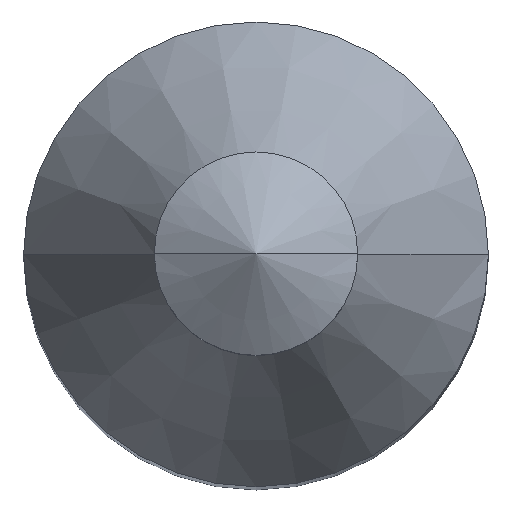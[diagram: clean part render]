
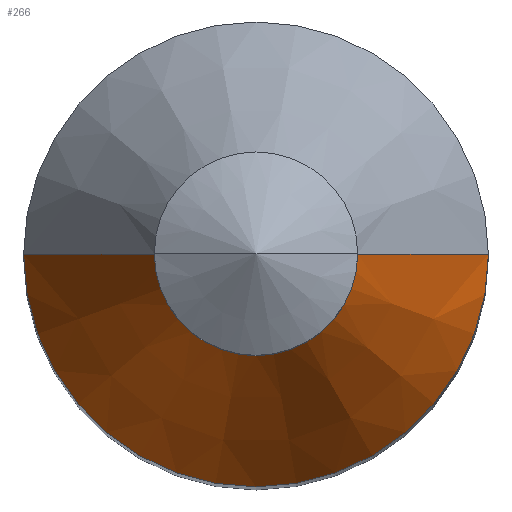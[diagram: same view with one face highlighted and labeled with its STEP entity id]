
A CAD part, top view. The second image highlights one B-rep face of the part: STEP entity #266.
In plain terms, the highlighted conical face has half-angle 30 degrees and reference radius 2.779 mm.
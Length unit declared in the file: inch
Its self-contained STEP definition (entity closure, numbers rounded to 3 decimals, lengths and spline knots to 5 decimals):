
#6 = EDGE_LOOP ( 'NONE', ( #41, #97, #113, #81 ) ) ;
#41 = ORIENTED_EDGE ( 'NONE', *, *, #88, .T. ) ;
#46 = CARTESIAN_POINT ( 'NONE',  ( -0.25, 0., 2.47174 ) ) ;
#57 = VERTEX_POINT ( 'NONE', #161 ) ;
#59 = VERTEX_POINT ( 'NONE', #89 ) ;
#73 = CARTESIAN_POINT ( 'NONE',  ( -0.1094, 0., 2.71527 ) ) ;
#76 = CIRCLE ( 'NONE', #267, 0.25 ) ;
#81 = ORIENTED_EDGE ( 'NONE', *, *, #235, .F. ) ;
#86 = VERTEX_POINT ( 'NONE', #46 ) ;
#87 = CARTESIAN_POINT ( 'NONE',  ( 0.1094, 0., 2.71527 ) ) ;
#88 = EDGE_CURVE ( 'NONE', #371, #59, #184, .T. ) ;
#89 = CARTESIAN_POINT ( 'NONE',  ( -0.1094, 0., 2.71527 ) ) ;
#97 = ORIENTED_EDGE ( 'NONE', *, *, #302, .T. ) ;
#113 = ORIENTED_EDGE ( 'NONE', *, *, #270, .F. ) ;
#114 = DIRECTION ( 'NONE',  ( -1., 0., 0. ) ) ;
#117 = FACE_OUTER_BOUND ( 'NONE', #6, .T. ) ;
#121 = CARTESIAN_POINT ( 'NONE',  ( 0., 0., 2.71527 ) ) ;
#123 = VECTOR ( 'NONE', #215, 39.37008 ) ;
#143 = AXIS2_PLACEMENT_3D ( 'NONE', #121, #339, #114 ) ;
#161 = CARTESIAN_POINT ( 'NONE',  ( 0.25, 0., 2.47174 ) ) ;
#173 = CONICAL_SURFACE ( 'NONE', #296, 0.1094, 0.524 ) ;
#182 = DIRECTION ( 'NONE',  ( 0.5, 0., -0.866 ) ) ;
#184 = CIRCLE ( 'NONE', #143, 0.1094 ) ;
#196 = DIRECTION ( 'NONE',  ( 1., 0., 0. ) ) ;
#215 = DIRECTION ( 'NONE',  ( -0.5, 0., -0.866 ) ) ;
#219 = DIRECTION ( 'NONE',  ( -1., 0., 0. ) ) ;
#230 = LINE ( 'NONE', #87, #236 ) ;
#235 = EDGE_CURVE ( 'NONE', #371, #57, #230, .T. ) ;
#236 = VECTOR ( 'NONE', #182, 39.37008 ) ;
#266 = ADVANCED_FACE ( 'NONE', ( #117 ), #173, .T. ) ;
#267 = AXIS2_PLACEMENT_3D ( 'NONE', #287, #305, #219 ) ;
#270 = EDGE_CURVE ( 'NONE', #57, #86, #76, .T. ) ;
#287 = CARTESIAN_POINT ( 'NONE',  ( 0., 0., 2.47174 ) ) ;
#296 = AXIS2_PLACEMENT_3D ( 'NONE', #316, #346, #196 ) ;
#302 = EDGE_CURVE ( 'NONE', #59, #86, #384, .T. ) ;
#305 = DIRECTION ( 'NONE',  ( 0., 0., -1. ) ) ;
#316 = CARTESIAN_POINT ( 'NONE',  ( 0., 0., 2.71527 ) ) ;
#339 = DIRECTION ( 'NONE',  ( 0., 0., -1. ) ) ;
#346 = DIRECTION ( 'NONE',  ( 0., 0., -1. ) ) ;
#371 = VERTEX_POINT ( 'NONE', #388 ) ;
#384 = LINE ( 'NONE', #73, #123 ) ;
#388 = CARTESIAN_POINT ( 'NONE',  ( 0.1094, 0., 2.71527 ) ) ;
